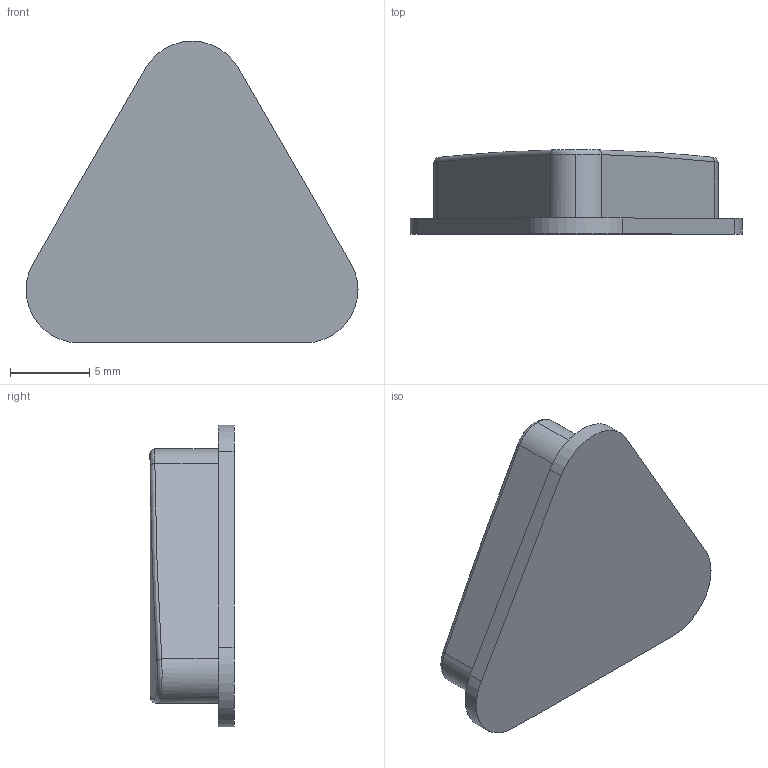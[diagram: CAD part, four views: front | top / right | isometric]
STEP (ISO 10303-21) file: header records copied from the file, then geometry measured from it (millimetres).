
FILE_DESCRIPTION (( 'STEP AP203' ), '1' );
FILE_NAME ('MS001-B.05.018SL.1.1 忒梟偌瑩.step', '2021-08-27T10:52:45', ( 'Windows User' ), ( 'P R C' ), 'SwSTEP 2.0', 'SolidWorks 2016', '' );
FILE_SCHEMA (( 'CONFIG_CONTROL_DESIGN' ));
Length unit declared in the file: millimetre
Products named in the file (1): MS001-B.05.018SL.1.1 忒梟偌瑩
Bounding box: 20.9 x 5.3 x 19 mm (x, y, z)
Volume: 1007.5 mm3; surface area: 811 mm2
Topology: 1 solids, 1 shells, 22 faces, 51 edges, 32 vertices
Faces by surface type: cylinder 8, plane 8, bspline 6
Entity records: 1173 total; most frequent: CARTESIAN_POINT 645, ORIENTED_EDGE 102, DIRECTION 82, EDGE_CURVE 51, VERTEX_POINT 32, AXIS2_PLACEMENT_3D 30, EDGE_LOOP 23, LINE 22
